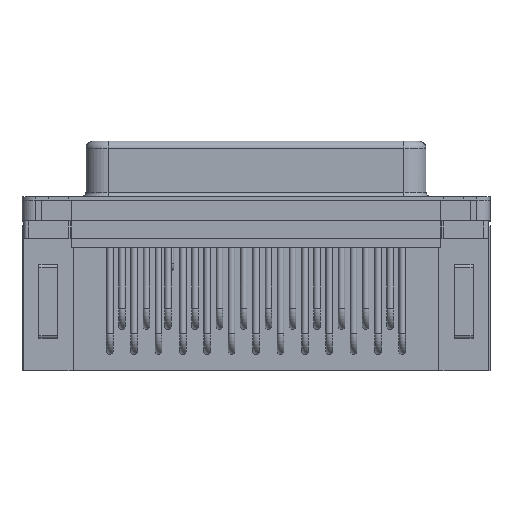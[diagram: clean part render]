
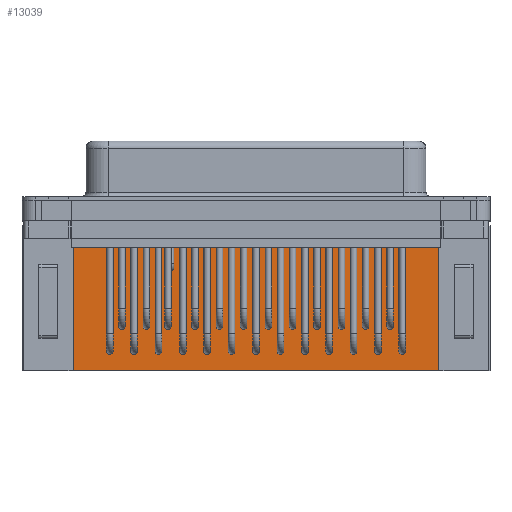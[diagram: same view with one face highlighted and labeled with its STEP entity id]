
A CAD part, top view. The second image highlights one B-rep face of the part: STEP entity #13039.
In plain terms, the highlighted planar face has unit normal (0, 0, 1).
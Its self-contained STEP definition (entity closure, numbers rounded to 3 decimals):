
#1177=LINE('',#22361,#2177);
#1178=LINE('',#22363,#2178);
#1179=LINE('',#22365,#2179);
#1180=LINE('',#22366,#2180);
#2177=VECTOR('',#18540,41.44);
#2178=VECTOR('',#18541,16.45);
#2179=VECTOR('',#18542,41.44);
#2180=VECTOR('',#18543,16.45);
#2823=PLANE('',#14601);
#4117=FACE_OUTER_BOUND('',#5337,.T.);
#5337=EDGE_LOOP('',(#11942,#11943,#11944,#11945));
#7146=VERTEX_POINT('',#22359);
#7147=VERTEX_POINT('',#22360);
#7148=VERTEX_POINT('',#22362);
#7149=VERTEX_POINT('',#22364);
#8746=EDGE_CURVE('',#7146,#7147,#1177,.T.);
#8747=EDGE_CURVE('',#7148,#7146,#1178,.T.);
#8748=EDGE_CURVE('',#7149,#7148,#1179,.T.);
#8749=EDGE_CURVE('',#7147,#7149,#1180,.T.);
#11942=ORIENTED_EDGE('',*,*,#8746,.F.);
#11943=ORIENTED_EDGE('',*,*,#8747,.F.);
#11944=ORIENTED_EDGE('',*,*,#8748,.F.);
#11945=ORIENTED_EDGE('',*,*,#8749,.F.);
#13039=ADVANCED_FACE('',(#4117),#2823,.T.);
#14601=AXIS2_PLACEMENT_3D('',#22358,#18538,#18539);
#18538=DIRECTION('center_axis',(0.,0.,1.));
#18539=DIRECTION('ref_axis',(0.,-1.,0.));
#18540=DIRECTION('',(-1.,0.,0.));
#18541=DIRECTION('',(0.,-1.,0.));
#18542=DIRECTION('',(1.,0.,0.));
#18543=DIRECTION('',(0.,1.,0.));
#22358=CARTESIAN_POINT('Origin',(0.,1.265,
2.8));
#22359=CARTESIAN_POINT('',(20.72,-6.96,2.8));
#22360=CARTESIAN_POINT('',(-20.72,-6.96,2.8));
#22361=CARTESIAN_POINT('',(0.,-6.96,2.8));
#22362=CARTESIAN_POINT('',(20.72,9.49,2.8));
#22363=CARTESIAN_POINT('',(20.72,1.265,2.8));
#22364=CARTESIAN_POINT('',(-20.72,9.49,2.8));
#22365=CARTESIAN_POINT('',(0.,9.49,2.8));
#22366=CARTESIAN_POINT('',(-20.72,1.265,2.8));
